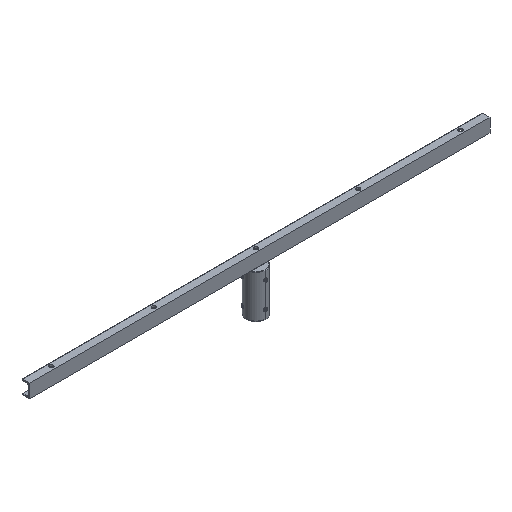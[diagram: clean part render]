
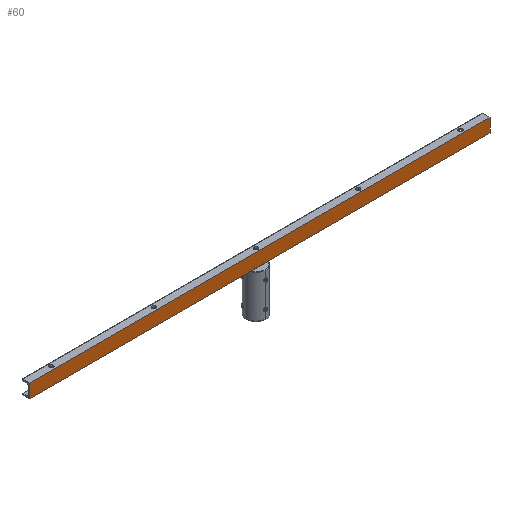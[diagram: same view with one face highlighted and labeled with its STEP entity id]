
A CAD part, isometric view. The second image highlights one B-rep face of the part: STEP entity #60.
In plain terms, the highlighted face is planar.
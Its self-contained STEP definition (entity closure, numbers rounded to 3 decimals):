
#60 = ADVANCED_FACE ( 'NONE', ( #1409 ), #2639, .F. ) ;
#403 = LINE ( 'NONE', #1903, #1382 ) ;
#445 = VECTOR ( 'NONE', #4149, 1000. ) ;
#868 = VECTOR ( 'NONE', #4473, 1000. ) ;
#1382 = VECTOR ( 'NONE', #1926, 1000. ) ;
#1388 = CARTESIAN_POINT ( 'NONE',  ( 0., 80., 1350. ) ) ;
#1409 = FACE_OUTER_BOUND ( 'NONE', #4682, .T. ) ;
#1474 = DIRECTION ( 'NONE',  ( 1., 0., 0. ) ) ;
#1641 = AXIS2_PLACEMENT_3D ( 'NONE', #3343, #1474, #4163 ) ;
#1826 = LINE ( 'NONE', #3319, #868 ) ;
#1903 = CARTESIAN_POINT ( 'NONE',  ( 0., 0., 1350. ) ) ;
#1926 = DIRECTION ( 'NONE',  ( 0., 0., -1. ) ) ;
#2138 = ORIENTED_EDGE ( 'NONE', *, *, #2214, .T. ) ;
#2214 = EDGE_CURVE ( 'NONE', #4516, #3508, #1826, .T. ) ;
#2292 = LINE ( 'NONE', #1388, #4241 ) ;
#2639 = PLANE ( 'NONE',  #1641 ) ;
#3040 = DIRECTION ( 'NONE',  ( 0., 0., -1. ) ) ;
#3212 = VERTEX_POINT ( 'NONE', #3711 ) ;
#3286 = ORIENTED_EDGE ( 'NONE', *, *, #4631, .F. ) ;
#3319 = CARTESIAN_POINT ( 'NONE',  ( 0., 80., -1350. ) ) ;
#3323 = EDGE_CURVE ( 'NONE', #3212, #3508, #403, .T. ) ;
#3329 = LINE ( 'NONE', #4858, #445 ) ;
#3343 = CARTESIAN_POINT ( 'NONE',  ( 0., 80., 1350. ) ) ;
#3360 = ORIENTED_EDGE ( 'NONE', *, *, #3657, .T. ) ;
#3417 = CARTESIAN_POINT ( 'NONE',  ( 0., 80., 1350. ) ) ;
#3508 = VERTEX_POINT ( 'NONE', #4673 ) ;
#3657 = EDGE_CURVE ( 'NONE', #3743, #4516, #2292, .T. ) ;
#3711 = CARTESIAN_POINT ( 'NONE',  ( 0., 0., 1350. ) ) ;
#3743 = VERTEX_POINT ( 'NONE', #3417 ) ;
#4149 = DIRECTION ( 'NONE',  ( 0., -1., 0. ) ) ;
#4163 = DIRECTION ( 'NONE',  ( 0., 1., 0. ) ) ;
#4224 = CARTESIAN_POINT ( 'NONE',  ( 0., 80., -1350. ) ) ;
#4241 = VECTOR ( 'NONE', #3040, 1000. ) ;
#4473 = DIRECTION ( 'NONE',  ( 0., -1., 0. ) ) ;
#4516 = VERTEX_POINT ( 'NONE', #4224 ) ;
#4601 = ORIENTED_EDGE ( 'NONE', *, *, #3323, .F. ) ;
#4631 = EDGE_CURVE ( 'NONE', #3743, #3212, #3329, .T. ) ;
#4673 = CARTESIAN_POINT ( 'NONE',  ( 0., 0., -1350. ) ) ;
#4682 = EDGE_LOOP ( 'NONE', ( #2138, #4601, #3286, #3360 ) ) ;
#4858 = CARTESIAN_POINT ( 'NONE',  ( 0., 80., 1350. ) ) ;
